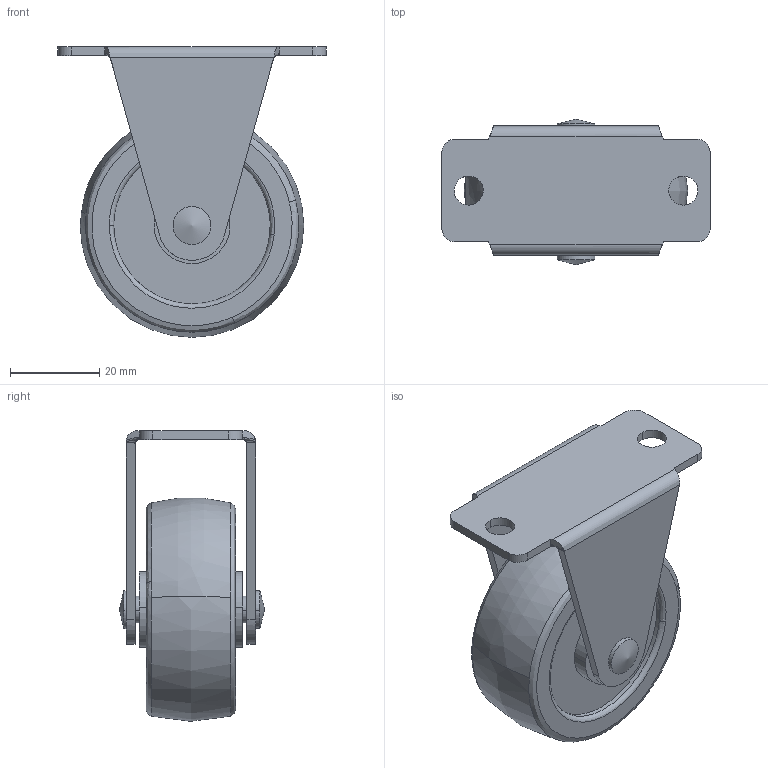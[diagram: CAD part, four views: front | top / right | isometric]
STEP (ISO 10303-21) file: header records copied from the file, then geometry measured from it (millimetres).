
FILE_DESCRIPTION((''),'2;1');
FILE_NAME('','2005-12-16T14:11:18',(''),(''),'','CADfix','');
FILE_SCHEMA(('AUTOMOTIVE_DESIGN'));
Length unit declared in the file: millimetre
Products named in the file (4): wheel; body; axle; No_603_14016_36
Assembly tree (3 placements, depth 2):
  No_603_14016_36
    wheel
    body
    axle
Bounding box: 60 x 32.5 x 65 mm (x, y, z)
Volume: 42961.8 mm3; surface area: 16333.6 mm2
Topology: 3 solids, 3 shells, 101 faces, 315 edges, 225 vertices
Faces by surface type: bspline 101
Entity records: 4444 total; most frequent: CARTESIAN_POINT 2695, ORIENTED_EDGE 628, EDGE_CURVE 314, VERTEX_POINT 225, EDGE_LOOP 117, FACE_OUTER_BOUND 101, ADVANCED_FACE 101, QUASI_UNIFORM_CURVE 89
